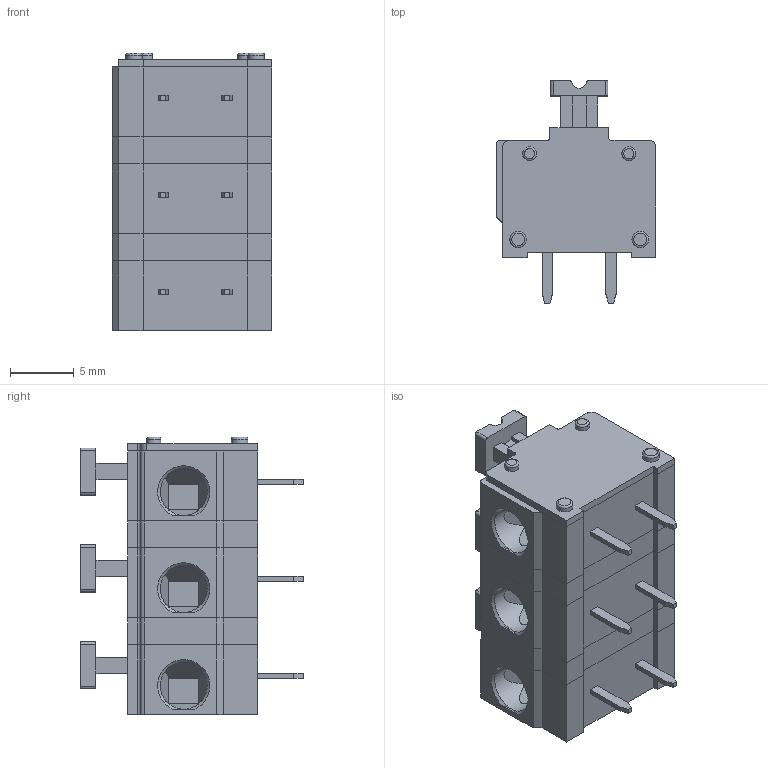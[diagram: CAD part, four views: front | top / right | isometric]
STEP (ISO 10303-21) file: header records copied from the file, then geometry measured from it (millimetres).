
FILE_DESCRIPTION( ( 'Unknown' ), '1' );
FILE_NAME( '691411410003.stp', 'Unknown', ( 'Unknown' ), ( 'Unknown' ), 'PSStep 18.0.17', 'Unknown', ' ' );
FILE_SCHEMA( ( 'AUTOMOTIVE_DESIGN { 1 0 10303 214 1 1 1 1 }' ) );
Length unit declared in the file: millimetre
Products named in the file (4): Assem1; MRT1P7.62_CNT4; MRT1P7.62_CNT2; MRT1P7.62_DX1
Assembly tree (6 placements, depth 2):
  Assem1
    MRT1P7.62_CNT4  x3
    MRT1P7.62_CNT2  x2
    MRT1P7.62_DX1
Bounding box: 12.5 x 17.5 x 21.81 mm (x, y, z)
Volume: 2282.3 mm3; surface area: 3008.5 mm2
Topology: 6 solids, 6 shells, 349 faces, 875 edges, 572 vertices
Faces by surface type: plane 266, cylinder 64, cone 15, torus 4
Full cylindrical faces by diameter (mm): 1.05 x6, 1.1 x2, 1.25 x6, 1.3 x2, 3.7 x3
Entity records: 5387 total; most frequent: CARTESIAN_POINT 760, DIRECTION 703, ORIENTED_EDGE 674, EDGE_CURVE 337, LINE 267, VECTOR 267, VERTEX_POINT 231, AXIS2_PLACEMENT_3D 218
